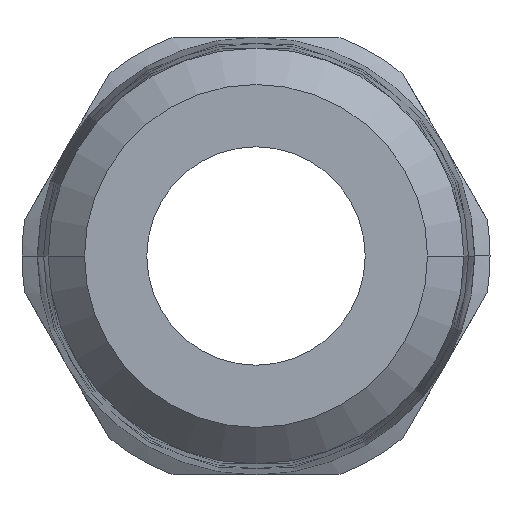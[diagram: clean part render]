
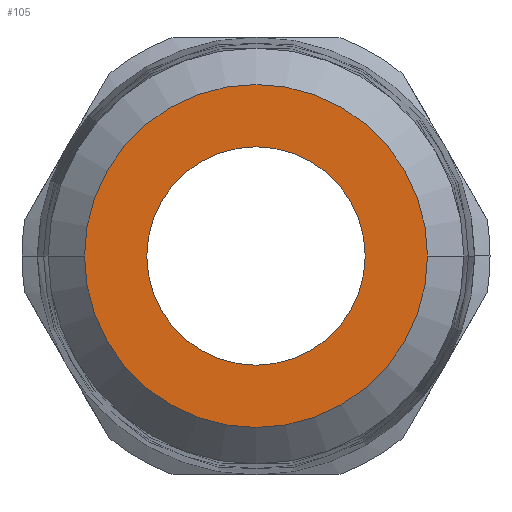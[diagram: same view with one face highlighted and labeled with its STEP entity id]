
A CAD part, left-side view. The second image highlights one B-rep face of the part: STEP entity #105.
In plain terms, the highlighted planar face has unit normal (-1, 0, 0).
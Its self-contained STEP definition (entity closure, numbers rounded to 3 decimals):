
#105=ADVANCED_FACE('',(#253,#254),#255,.T.);
#253=FACE_BOUND('',#428,.T.);
#254=FACE_OUTER_BOUND('',#429,.T.);
#255=PLANE('',#430);
#428=EDGE_LOOP('',(#921,#922));
#429=EDGE_LOOP('',(#923,#924));
#430=AXIS2_PLACEMENT_3D('',#925,#926,#927);
#921=ORIENTED_EDGE('',*,*,#1321,.T.);
#922=ORIENTED_EDGE('',*,*,#1224,.T.);
#923=ORIENTED_EDGE('',*,*,#1209,.F.);
#924=ORIENTED_EDGE('',*,*,#1337,.F.);
#925=CARTESIAN_POINT('',(-43.3,-2.749,0.0));
#926=DIRECTION('',(-1.0,0.,-0.0));
#927=DIRECTION('',(0.,1.0,0.0));
#1209=EDGE_CURVE('',#1463,#1466,#1467,.T.);
#1224=EDGE_CURVE('',#1489,#1491,#1493,.T.);
#1321=EDGE_CURVE('',#1491,#1489,#1653,.T.);
#1337=EDGE_CURVE('',#1466,#1463,#1674,.T.);
#1463=VERTEX_POINT('',#1859);
#1466=VERTEX_POINT('',#1863);
#1467=CIRCLE('',#1864,5.498);
#1489=VERTEX_POINT('',#1893);
#1491=VERTEX_POINT('',#1896);
#1493=CIRCLE('',#1899,3.5);
#1653=CIRCLE('',#2351,3.5);
#1674=CIRCLE('',#2372,5.498);
#1859=CARTESIAN_POINT('',(-43.3,-5.498,0.0));
#1863=CARTESIAN_POINT('',(-43.3,5.498,0.));
#1864=AXIS2_PLACEMENT_3D('',#2696,#2697,#2698);
#1893=CARTESIAN_POINT('',(-43.3,3.5,0.));
#1896=CARTESIAN_POINT('',(-43.3,-3.5,0.));
#1899=AXIS2_PLACEMENT_3D('',#2723,#2724,#2725);
#2351=AXIS2_PLACEMENT_3D('',#2866,#2867,#2868);
#2372=AXIS2_PLACEMENT_3D('',#2914,#2915,#2916);
#2696=CARTESIAN_POINT('',(-43.3,0.0,0.0));
#2697=DIRECTION('',(1.0,0.,0.0));
#2698=DIRECTION('',(0.,-1.0,0.0));
#2723=CARTESIAN_POINT('',(-43.3,0.0,0.0));
#2724=DIRECTION('',(1.0,0.,0.0));
#2725=DIRECTION('',(0.,1.0,0.0));
#2866=CARTESIAN_POINT('',(-43.3,0.0,0.0));
#2867=DIRECTION('',(1.0,0.,0.0));
#2868=DIRECTION('',(0.,1.0,0.0));
#2914=CARTESIAN_POINT('',(-43.3,0.0,0.0));
#2915=DIRECTION('',(1.0,0.,0.0));
#2916=DIRECTION('',(0.,-1.0,0.0));
